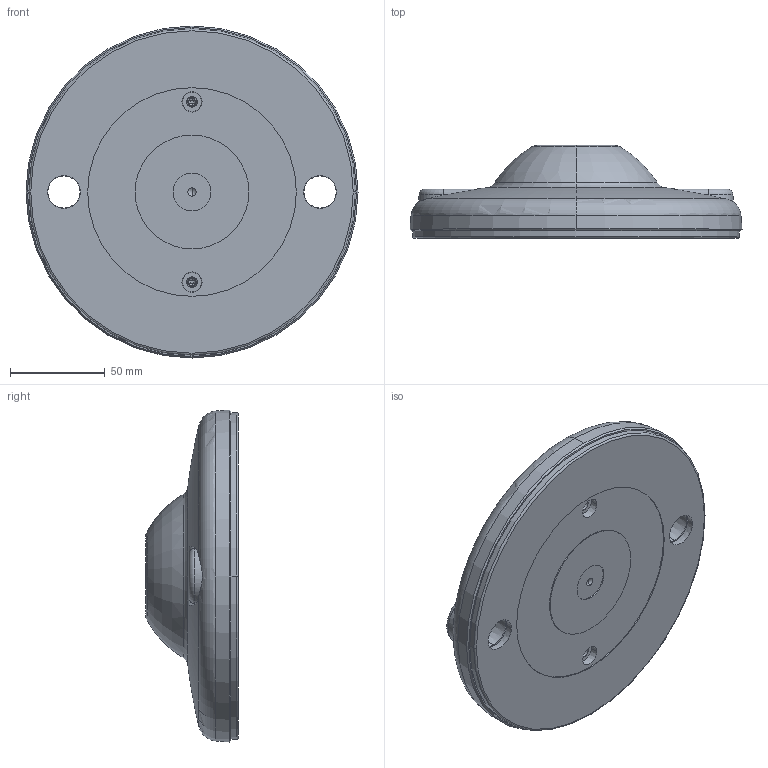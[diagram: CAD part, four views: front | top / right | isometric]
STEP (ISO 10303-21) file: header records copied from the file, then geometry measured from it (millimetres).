
FILE_DESCRIPTION (( 'STEP AP214' ), '1' );
FILE_NAME ('098ak175kbzg.STEP', '2013-01-24T12:53:43', ( '' ), ( '' ), 'SwSTEP 2.0', 'SolidWorks 2012', '' );
FILE_SCHEMA (( 'AUTOMOTIVE_DESIGN' ));
Length unit declared in the file: millimetre
Products named in the file (3): 098ak175kbzg; 098k175kbz_098 ak 175 kb; 098ag175b_Standard
Assembly tree (2 placements, depth 2):
  098ak175kbzg
    098k175kbz_098 ak 175 kb
    098ag175b_Standard
Bounding box: 175 x 49 x 175 mm (x, y, z)
Volume: 379054.3 mm3; surface area: 133570 mm2
Topology: 2 solids, 2 shells, 205 faces, 472 edges, 282 vertices
Faces by surface type: torus 78, cylinder 43, cone 42, plane 32, bspline 8, sphere 2
Entity records: 6541 total; most frequent: CARTESIAN_POINT 1686, DIRECTION 1115, ORIENTED_EDGE 944, AXIS2_PLACEMENT_3D 505, EDGE_CURVE 472, CIRCLE 303, VERTEX_POINT 282, EDGE_LOOP 230
